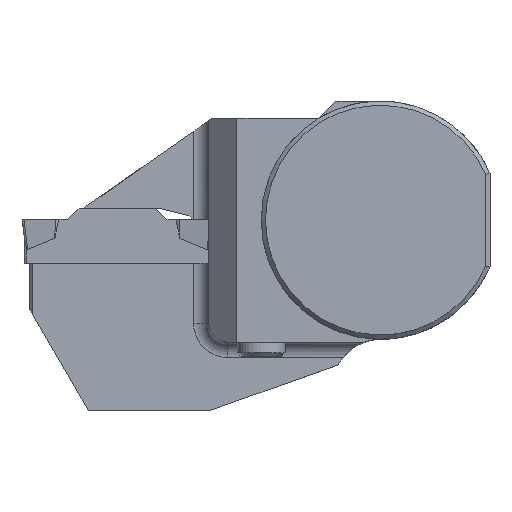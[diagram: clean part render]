
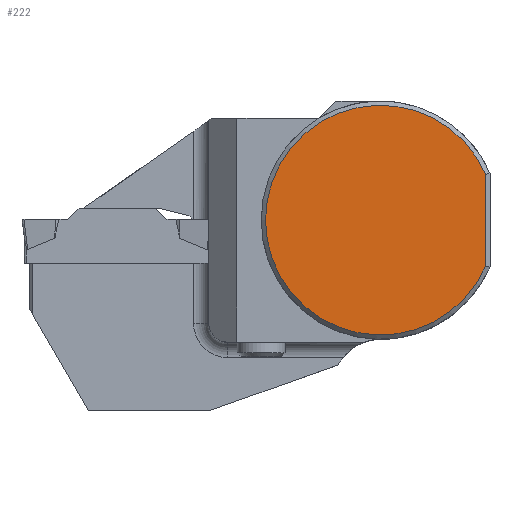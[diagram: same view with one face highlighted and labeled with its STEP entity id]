
A CAD part, top view. The second image highlights one B-rep face of the part: STEP entity #222.
In plain terms, the highlighted planar face has unit normal (0, 0, 1).
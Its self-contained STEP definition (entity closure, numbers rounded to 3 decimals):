
#163=CIRCLE('',#1502,12.049);
#222=ADVANCED_FACE('',(#340),#275,.F.);
#275=PLANE('',#1504);
#340=FACE_OUTER_BOUND('',#407,.T.);
#407=EDGE_LOOP('',(#735,#736));
#735=ORIENTED_EDGE('',*,*,#1062,.T.);
#736=ORIENTED_EDGE('',*,*,#1067,.F.);
#893=VERTEX_POINT('',#2380);
#894=VERTEX_POINT('',#2382);
#1062=EDGE_CURVE('',#894,#893,#1203,.T.);
#1067=EDGE_CURVE('',#894,#893,#163,.T.);
#1203=LINE('',#2381,#1342);
#1342=VECTOR('',#1806,1.);
#1502=AXIS2_PLACEMENT_3D('',#2397,#1826,#1827);
#1504=AXIS2_PLACEMENT_3D('',#2399,#1830,#1831);
#1806=DIRECTION('',(0.,1.,0.));
#1826=DIRECTION('',(0.,0.,-1.));
#1827=DIRECTION('',(1.,0.,0.));
#1830=DIRECTION('',(0.,0.,-1.));
#1831=DIRECTION('',(-1.,0.,0.));
#2380=CARTESIAN_POINT('',(11.049,4.806,0.));
#2381=CARTESIAN_POINT('',(11.049,12.5,0.));
#2382=CARTESIAN_POINT('',(11.049,-4.806,0.));
#2397=CARTESIAN_POINT('',(0.,0.,0.));
#2399=CARTESIAN_POINT('',(-12.049,0.,0.));
